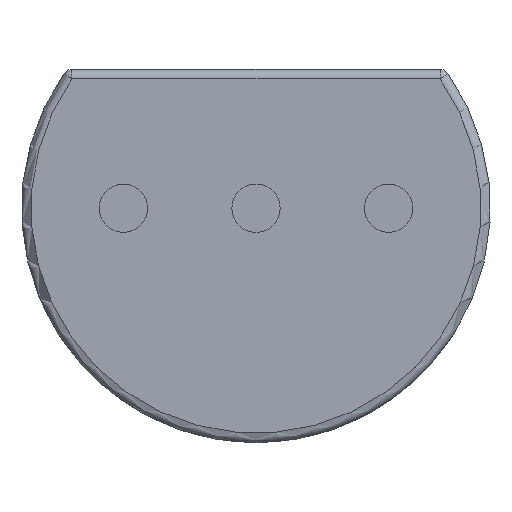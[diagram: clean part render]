
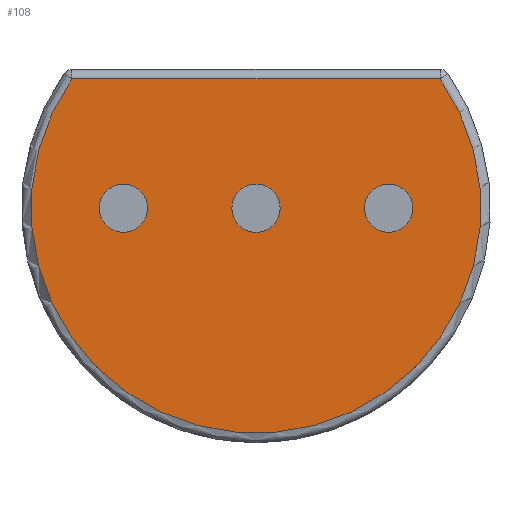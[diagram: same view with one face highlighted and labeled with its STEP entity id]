
A CAD part, front view. The second image highlights one B-rep face of the part: STEP entity #108.
In plain terms, the highlighted planar face has unit normal (0, -1, 0).
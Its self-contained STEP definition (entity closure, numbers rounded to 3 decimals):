
#13 = CARTESIAN_POINT ( 'NONE',  ( -1.4, 0., 0. ) ) ;
#15 = DIRECTION ( 'NONE',  ( 0., 0., 1. ) ) ;
#16 = AXIS2_PLACEMENT_3D ( 'NONE', #13, #491, #690 ) ;
#17 = EDGE_CURVE ( 'NONE', #775, #279, #241, .T. ) ;
#39 = CARTESIAN_POINT ( 'NONE',  ( 0., 0., 0. ) ) ;
#60 = ORIENTED_EDGE ( 'NONE', *, *, #709, .T. ) ;
#67 = EDGE_CURVE ( 'NONE', #322, #866, #681, .T. ) ;
#83 = CARTESIAN_POINT ( 'NONE',  ( 1.4, 0., 0. ) ) ;
#91 = AXIS2_PLACEMENT_3D ( 'NONE', #83, #212, #261 ) ;
#105 = CARTESIAN_POINT ( 'NONE',  ( 0., 0., -0.255 ) ) ;
#108 = ADVANCED_FACE ( 'NONE', ( #271, #707, #772, #745 ), #376, .F. ) ;
#109 = DIRECTION ( 'NONE',  ( 0., -1., 0. ) ) ;
#111 = VERTEX_POINT ( 'NONE', #789 ) ;
#119 = AXIS2_PLACEMENT_3D ( 'NONE', #710, #109, #231 ) ;
#140 = DIRECTION ( 'NONE',  ( 0., 1., 0. ) ) ;
#154 = CIRCLE ( 'NONE', #91, 0.255 ) ;
#205 = DIRECTION ( 'NONE',  ( 0., 0., 1. ) ) ;
#212 = DIRECTION ( 'NONE',  ( 0., 1., 0. ) ) ;
#214 = CARTESIAN_POINT ( 'NONE',  ( -1.4, 0., -0.255 ) ) ;
#225 = DIRECTION ( 'NONE',  ( 0., 0., 1. ) ) ;
#231 = DIRECTION ( 'NONE',  ( 0., 0., 1. ) ) ;
#236 = VECTOR ( 'NONE', #408, 1000. ) ;
#239 = DIRECTION ( 'NONE',  ( 0., 1., 0. ) ) ;
#241 = CIRCLE ( 'NONE', #519, 0.255 ) ;
#249 = VERTEX_POINT ( 'NONE', #283 ) ;
#256 = ORIENTED_EDGE ( 'NONE', *, *, #377, .T. ) ;
#261 = DIRECTION ( 'NONE',  ( 0., 0., 1. ) ) ;
#271 = FACE_BOUND ( 'NONE', #833, .T. ) ;
#273 = EDGE_CURVE ( 'NONE', #279, #775, #722, .T. ) ;
#279 = VERTEX_POINT ( 'NONE', #214 ) ;
#283 = CARTESIAN_POINT ( 'NONE',  ( 1.4, 0., 0.255 ) ) ;
#296 = ORIENTED_EDGE ( 'NONE', *, *, #67, .T. ) ;
#322 = VERTEX_POINT ( 'NONE', #415 ) ;
#376 = PLANE ( 'NONE',  #624 ) ;
#377 = EDGE_CURVE ( 'NONE', #457, #465, #592, .T. ) ;
#384 = EDGE_LOOP ( 'NONE', ( #60, #256 ) ) ;
#406 = EDGE_LOOP ( 'NONE', ( #424, #296 ) ) ;
#408 = DIRECTION ( 'NONE',  ( -1., 0., 0. ) ) ;
#415 = CARTESIAN_POINT ( 'NONE',  ( -1.944, 0., 1.365 ) ) ;
#417 = DIRECTION ( 'NONE',  ( 0., 1., 0. ) ) ;
#420 = LINE ( 'NONE', #746, #236 ) ;
#424 = ORIENTED_EDGE ( 'NONE', *, *, #838, .T. ) ;
#428 = CARTESIAN_POINT ( 'NONE',  ( 0., 0., 0.255 ) ) ;
#457 = VERTEX_POINT ( 'NONE', #105 ) ;
#465 = VERTEX_POINT ( 'NONE', #428 ) ;
#482 = EDGE_CURVE ( 'NONE', #249, #111, #154, .T. ) ;
#491 = DIRECTION ( 'NONE',  ( 0., 1., 0. ) ) ;
#497 = CARTESIAN_POINT ( 'NONE',  ( -1.4, 0., 0. ) ) ;
#519 = AXIS2_PLACEMENT_3D ( 'NONE', #497, #590, #15 ) ;
#530 = EDGE_LOOP ( 'NONE', ( #824, #656 ) ) ;
#538 = CIRCLE ( 'NONE', #766, 0.255 ) ;
#556 = CARTESIAN_POINT ( 'NONE',  ( -1.4, 0., 0.255 ) ) ;
#587 = DIRECTION ( 'NONE',  ( 0., 1., 0. ) ) ;
#590 = DIRECTION ( 'NONE',  ( 0., 1., 0. ) ) ;
#592 = CIRCLE ( 'NONE', #809, 0.255 ) ;
#624 = AXIS2_PLACEMENT_3D ( 'NONE', #649, #587, #225 ) ;
#635 = ORIENTED_EDGE ( 'NONE', *, *, #482, .T. ) ;
#641 = DIRECTION ( 'NONE',  ( 0., 0., 1. ) ) ;
#649 = CARTESIAN_POINT ( 'NONE',  ( 0., 0., 0. ) ) ;
#651 = AXIS2_PLACEMENT_3D ( 'NONE', #680, #140, #205 ) ;
#656 = ORIENTED_EDGE ( 'NONE', *, *, #273, .T. ) ;
#662 = EDGE_CURVE ( 'NONE', #111, #249, #538, .T. ) ;
#678 = CIRCLE ( 'NONE', #651, 0.255 ) ;
#680 = CARTESIAN_POINT ( 'NONE',  ( 0., 0., 0. ) ) ;
#681 = CIRCLE ( 'NONE', #119, 2.375 ) ;
#690 = DIRECTION ( 'NONE',  ( 0., 0., 1. ) ) ;
#707 = FACE_BOUND ( 'NONE', #384, .T. ) ;
#709 = EDGE_CURVE ( 'NONE', #465, #457, #678, .T. ) ;
#710 = CARTESIAN_POINT ( 'NONE',  ( 0., 0., 0. ) ) ;
#722 = CIRCLE ( 'NONE', #16, 0.255 ) ;
#745 = FACE_OUTER_BOUND ( 'NONE', #406, .T. ) ;
#746 = CARTESIAN_POINT ( 'NONE',  ( 0., 0., 1.365 ) ) ;
#751 = DIRECTION ( 'NONE',  ( 0., 0., 1. ) ) ;
#766 = AXIS2_PLACEMENT_3D ( 'NONE', #817, #417, #751 ) ;
#772 = FACE_BOUND ( 'NONE', #530, .T. ) ;
#775 = VERTEX_POINT ( 'NONE', #556 ) ;
#789 = CARTESIAN_POINT ( 'NONE',  ( 1.4, 0., -0.255 ) ) ;
#804 = ORIENTED_EDGE ( 'NONE', *, *, #662, .T. ) ;
#808 = CARTESIAN_POINT ( 'NONE',  ( 1.944, 0., 1.365 ) ) ;
#809 = AXIS2_PLACEMENT_3D ( 'NONE', #39, #239, #641 ) ;
#817 = CARTESIAN_POINT ( 'NONE',  ( 1.4, 0., 0. ) ) ;
#824 = ORIENTED_EDGE ( 'NONE', *, *, #17, .T. ) ;
#833 = EDGE_LOOP ( 'NONE', ( #635, #804 ) ) ;
#838 = EDGE_CURVE ( 'NONE', #866, #322, #420, .T. ) ;
#866 = VERTEX_POINT ( 'NONE', #808 ) ;
